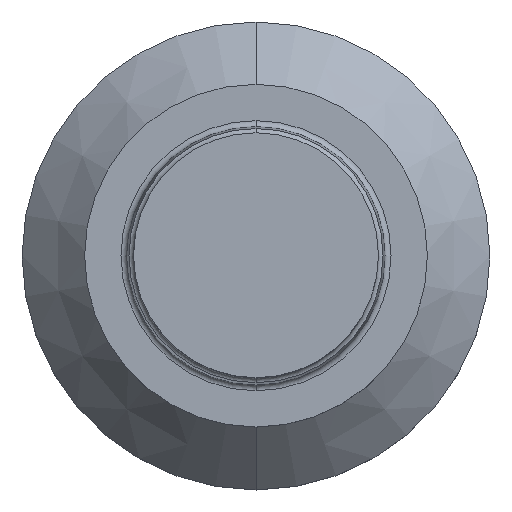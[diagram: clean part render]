
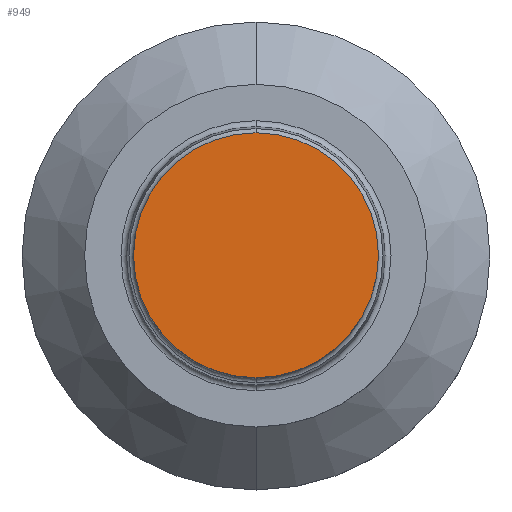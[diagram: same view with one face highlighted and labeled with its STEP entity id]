
A CAD part, top view. The second image highlights one B-rep face of the part: STEP entity #949.
In plain terms, the highlighted face is planar.
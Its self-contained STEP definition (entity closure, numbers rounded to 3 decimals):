
#632=CARTESIAN_POINT('',(0.,0.,-7.95));
#633=DIRECTION('',(0.,0.,1.));
#634=DIRECTION('',(0.,1.,0.));
#635=AXIS2_PLACEMENT_3D('',#632,#633,#634);
#640=CARTESIAN_POINT('',(0.,0.,-7.95));
#641=DIRECTION('',(0.,0.,-1.));
#642=DIRECTION('',(0.,1.,0.));
#643=AXIS2_PLACEMENT_3D('',#640,#641,#642);
#648=CARTESIAN_POINT('',(0.,4.11,-7.95));
#650=VERTEX_POINT('',#648);
#668=CARTESIAN_POINT('',(0.,-4.11,-7.95));
#670=VERTEX_POINT('',#668);
#940=CARTESIAN_POINT('',(0.,0.,-7.95));
#941=DIRECTION('',(0.,0.,-1.));
#942=DIRECTION('',(0.,-1.,0.));
#943=AXIS2_PLACEMENT_3D('',#940,#941,#942);
#944=PLANE('',#943);
#945=ORIENTED_EDGE('',*,*,#922,.T.);
#946=ORIENTED_EDGE('',*,*,#933,.F.);
#947=EDGE_LOOP('',(#945,#946));
#948=FACE_OUTER_BOUND('',#947,.F.);
#949=ADVANCED_FACE('',(#948),#944,.T.);
#636=CIRCLE('',#635,4.11);
#644=CIRCLE('',#643,4.11);
#922=EDGE_CURVE('',#650,#670,#636,.T.);
#933=EDGE_CURVE('',#650,#670,#644,.T.);
